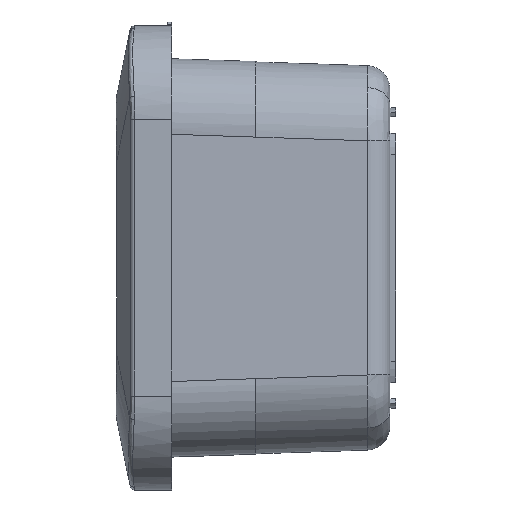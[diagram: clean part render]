
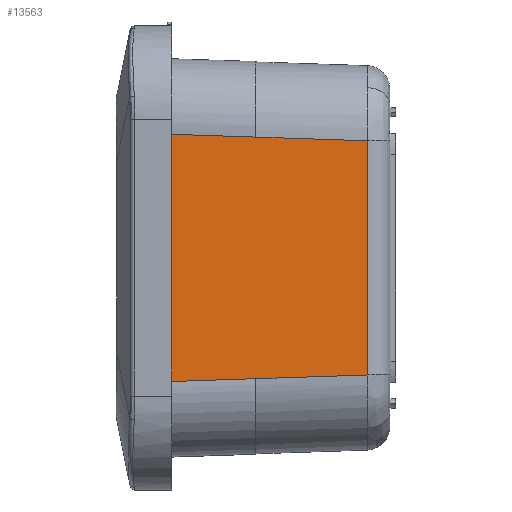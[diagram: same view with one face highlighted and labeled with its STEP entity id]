
A CAD part, left-side view. The second image highlights one B-rep face of the part: STEP entity #13563.
In plain terms, the highlighted planar face has unit normal (-0.999, -0.033, 0).
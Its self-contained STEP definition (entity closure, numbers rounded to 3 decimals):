
#859 = PLANE ( 'NONE',  #3892 ) ;
#941 = DIRECTION ( 'NONE',  ( -0.999, -0.033, 0. ) ) ;
#1484 = DIRECTION ( 'NONE',  ( -0.033, 0.999, 0.033 ) ) ;
#1597 = VECTOR ( 'NONE', #8958, 1000. ) ;
#2360 = CARTESIAN_POINT ( 'NONE',  ( -41.702, -25.9, 25.711 ) ) ;
#2589 = CARTESIAN_POINT ( 'NONE',  ( -42.49, -2.305, -26.499 ) ) ;
#2647 = ORIENTED_EDGE ( 'NONE', *, *, #5698, .F. ) ;
#3213 = FACE_OUTER_BOUND ( 'NONE', #11410, .T. ) ;
#3440 = EDGE_CURVE ( 'NONE', #5712, #8507, #6756, .T. ) ;
#3892 = AXIS2_PLACEMENT_3D ( 'NONE', #7956, #941, #9278 ) ;
#4410 = LINE ( 'NONE', #2589, #14800 ) ;
#4436 = ORIENTED_EDGE ( 'NONE', *, *, #3440, .T. ) ;
#5185 = CARTESIAN_POINT ( 'NONE',  ( -42.3, -8., -42.3 ) ) ;
#5496 = EDGE_CURVE ( 'NONE', #7777, #10329, #11341, .T. ) ;
#5698 = EDGE_CURVE ( 'NONE', #7777, #15314, #6030, .T. ) ;
#5712 = VERTEX_POINT ( 'NONE', #10801 ) ;
#5992 = LINE ( 'NONE', #8340, #10615 ) ;
#6030 = LINE ( 'NONE', #11246, #11844 ) ;
#6341 = DIRECTION ( 'NONE',  ( 0., 0., -1. ) ) ;
#6756 = LINE ( 'NONE', #11226, #1597 ) ;
#7222 = EDGE_CURVE ( 'NONE', #14198, #5712, #9758, .T. ) ;
#7367 = DIRECTION ( 'NONE',  ( 0.033, -0.999, -0.033 ) ) ;
#7777 = VERTEX_POINT ( 'NONE', #13792 ) ;
#7956 = CARTESIAN_POINT ( 'NONE',  ( -42.52, -1.42, 0. ) ) ;
#8339 = EDGE_CURVE ( 'NONE', #10329, #14198, #4410, .T. ) ;
#8340 = CARTESIAN_POINT ( 'NONE',  ( -42.49, -2.305, 26.499 ) ) ;
#8358 = DIRECTION ( 'NONE',  ( 0.033, -0.999, 0.033 ) ) ;
#8507 = VERTEX_POINT ( 'NONE', #11312 ) ;
#8958 = DIRECTION ( 'NONE',  ( 0., 0., 1. ) ) ;
#9278 = DIRECTION ( 'NONE',  ( 0.033, -0.999, 0. ) ) ;
#9552 = ORIENTED_EDGE ( 'NONE', *, *, #11165, .T. ) ;
#9758 = LINE ( 'NONE', #10064, #15115 ) ;
#9988 = CARTESIAN_POINT ( 'NONE',  ( -41.702, -25.9, -25.711 ) ) ;
#10051 = ORIENTED_EDGE ( 'NONE', *, *, #7222, .T. ) ;
#10064 = CARTESIAN_POINT ( 'NONE',  ( -42.49, -2.305, -26.499 ) ) ;
#10329 = VERTEX_POINT ( 'NONE', #13379 ) ;
#10576 = ORIENTED_EDGE ( 'NONE', *, *, #8339, .T. ) ;
#10615 = VECTOR ( 'NONE', #1484, 1000. ) ;
#10801 = CARTESIAN_POINT ( 'NONE',  ( -40.911, -49.567, -24.92 ) ) ;
#11165 = EDGE_CURVE ( 'NONE', #8507, #15314, #5992, .T. ) ;
#11226 = CARTESIAN_POINT ( 'NONE',  ( -40.911, -49.567, 24.759 ) ) ;
#11246 = CARTESIAN_POINT ( 'NONE',  ( -42.001, -16.95, 26.01 ) ) ;
#11312 = CARTESIAN_POINT ( 'NONE',  ( -40.911, -49.567, 24.92 ) ) ;
#11341 = LINE ( 'NONE', #5185, #13841 ) ;
#11410 = EDGE_LOOP ( 'NONE', ( #10576, #10051, #4436, #9552, #2647, #13947 ) ) ;
#11844 = VECTOR ( 'NONE', #7367, 1000. ) ;
#13277 = DIRECTION ( 'NONE',  ( 0.033, -0.999, 0.033 ) ) ;
#13379 = CARTESIAN_POINT ( 'NONE',  ( -42.3, -8., -26.309 ) ) ;
#13563 = ADVANCED_FACE ( 'NONE', ( #3213 ), #859, .T. ) ;
#13792 = CARTESIAN_POINT ( 'NONE',  ( -42.3, -8., 26.309 ) ) ;
#13841 = VECTOR ( 'NONE', #6341, 1000. ) ;
#13947 = ORIENTED_EDGE ( 'NONE', *, *, #5496, .T. ) ;
#14198 = VERTEX_POINT ( 'NONE', #9988 ) ;
#14800 = VECTOR ( 'NONE', #8358, 1000. ) ;
#15115 = VECTOR ( 'NONE', #13277, 1000. ) ;
#15314 = VERTEX_POINT ( 'NONE', #2360 ) ;
